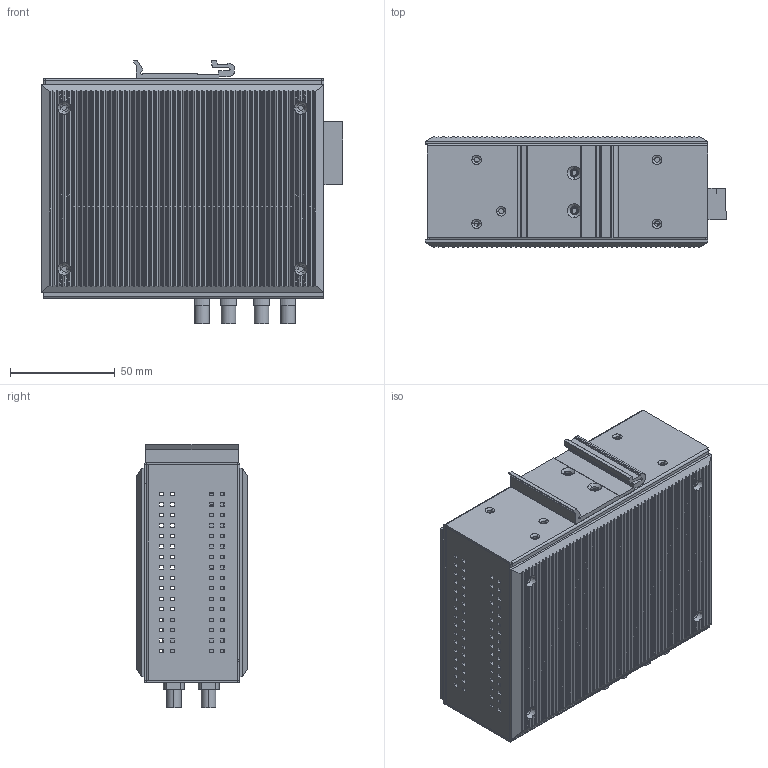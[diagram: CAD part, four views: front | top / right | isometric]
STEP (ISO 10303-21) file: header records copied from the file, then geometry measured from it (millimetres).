
FILE_DESCRIPTION((''),'2;1');
FILE_NAME('EDS-309_ASM','2017-04-25T',('YoungMH_Yang'),('PTC'),'PRO/ENGINEER BY PARAMETRIC TECHNOLOGY CORPORATION, 2013230','PRO/ENGINEER BY PARAMETRIC TECHNOLOGY CORPORATION, 2013230','');
FILE_SCHEMA(('AUTOMOTIVE_DESIGN { 1 0 10303 214 1 1 1 1 }'));
Products named in the file (20): EDS-309_BUTTON-COVER; M3-SO-L3; M3-BSO-L8; EDS-309-3M-SC_PCB; RJ45-2-CONNECTOR_; TACKSW_DTSA644N; 1111000003000_TERMINAL_M_6P; DIP_SEITCH_16PIN; FIBER_ST-CUT; EDS-308_FIBER_MODULE_V12-DXF; LED_2X4; LED_1X2; EDS-308_FIBER_MODULE_PCB_ASSY_ASM; EDS-309-3M-SC-PCB_ASM; DIN_RAIL-KIT; EDS-309-3M-SC_TOP-COVER; EDS-508_LEFT-ALMINUM; EDS-508_RIGHT-ALMINUM; 1111000003100_TERMINAL_FM_6P; EDS-309_ASM
Assembly tree (28 placements, depth 4):
  EDS-309_ASM
    EDS-309_BUTTON-COVER
    M3-SO-L3  x2
    M3-BSO-L8  x5
    EDS-309-3M-SC-PCB_ASM
      EDS-309-3M-SC_PCB
      RJ45-2-CONNECTOR_  x3
      TACKSW_DTSA644N
      1111000003000_TERMINAL_M_6P
      DIP_SEITCH_16PIN
      FIBER_ST-CUT  x2
      EDS-308_FIBER_MODULE_PCB_ASSY_ASM
        EDS-308_FIBER_MODULE_V12-DXF
        FIBER_ST-CUT
        LED_2X4
        LED_1X2
    DIN_RAIL-KIT
    EDS-309-3M-SC_TOP-COVER
    EDS-508_LEFT-ALMINUM
    EDS-508_RIGHT-ALMINUM
    1111000003100_TERMINAL_FM_6P
Bounding box: 144.05 x 52.98 x 125.87 mm (x, y, z)
Volume: 236279.4 mm3; surface area: 240435.4 mm2
Topology: 26 solids, 33 shells, 2744 faces, 7045 edges, 4554 vertices
Faces by surface type: plane 1706, cylinder 908, cone 76, torus 42, sphere 12
Entity records: 79164 total; most frequent: CARTESIAN_POINT 13604, ORIENTED_EDGE 11654, DIRECTION 10689, EDGE_CURVE 5831, VECTOR 4225, LINE 4225, VERTEX_POINT 3772, AXIS2_PLACEMENT_3D 3232
